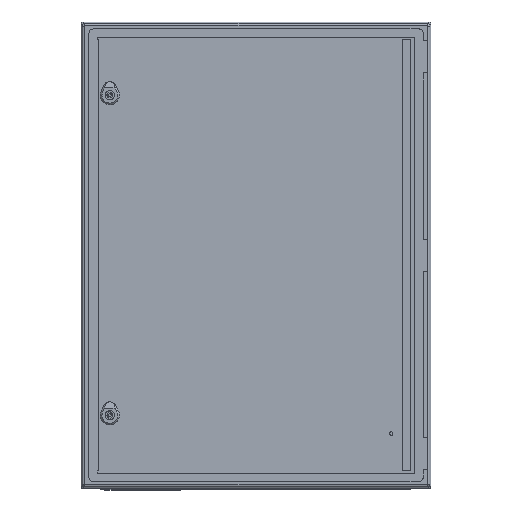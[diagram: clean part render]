
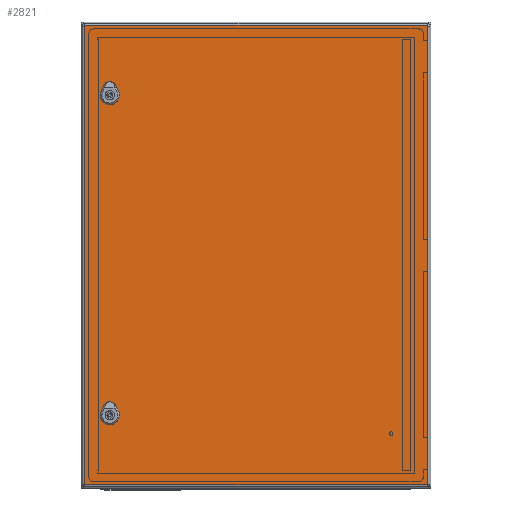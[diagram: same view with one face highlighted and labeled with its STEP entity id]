
A CAD part, top view. The second image highlights one B-rep face of the part: STEP entity #2821.
In plain terms, the highlighted face is planar.
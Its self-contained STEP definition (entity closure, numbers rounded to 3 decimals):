
#1591=FACE_BOUND('',#4318,.T.);
#1592=FACE_BOUND('',#4319,.T.);
#1593=FACE_BOUND('',#4320,.T.);
#2326=CIRCLE('',#11854,1.);
#2327=CIRCLE('',#11855,1.);
#2328=CIRCLE('',#11856,1.);
#2329=CIRCLE('',#11857,1.);
#2330=CIRCLE('',#11858,11.25);
#2331=CIRCLE('',#11859,11.25);
#2332=CIRCLE('',#11860,11.25);
#2333=CIRCLE('',#11861,11.25);
#2334=CIRCLE('',#11862,11.25);
#2335=CIRCLE('',#11863,11.25);
#2336=CIRCLE('',#11864,11.25);
#2337=CIRCLE('',#11865,11.25);
#2821=ADVANCED_FACE('',(#1591,#1592,#1593),#3159,.F.);
#3159=PLANE('',#11866);
#4318=EDGE_LOOP('',(#6146,#6147,#6148,#6149,#6150,#6151,#6152,#6153));
#4319=EDGE_LOOP('',(#6154,#6155,#6156,#6157,#6158,#6159,#6160,#6161));
#4320=EDGE_LOOP('',(#6162,#6163,#6164,#6165,#6166,#6167,#6168,#6169));
#6146=ORIENTED_EDGE('',*,*,#9140,.F.);
#6147=ORIENTED_EDGE('',*,*,#9141,.F.);
#6148=ORIENTED_EDGE('',*,*,#9142,.F.);
#6149=ORIENTED_EDGE('',*,*,#9143,.F.);
#6150=ORIENTED_EDGE('',*,*,#9144,.F.);
#6151=ORIENTED_EDGE('',*,*,#9145,.F.);
#6152=ORIENTED_EDGE('',*,*,#9146,.F.);
#6153=ORIENTED_EDGE('',*,*,#9147,.F.);
#6154=ORIENTED_EDGE('',*,*,#9148,.T.);
#6155=ORIENTED_EDGE('',*,*,#9149,.T.);
#6156=ORIENTED_EDGE('',*,*,#9150,.T.);
#6157=ORIENTED_EDGE('',*,*,#9151,.T.);
#6158=ORIENTED_EDGE('',*,*,#9152,.T.);
#6159=ORIENTED_EDGE('',*,*,#9153,.T.);
#6160=ORIENTED_EDGE('',*,*,#9154,.T.);
#6161=ORIENTED_EDGE('',*,*,#9155,.T.);
#6162=ORIENTED_EDGE('',*,*,#9156,.F.);
#6163=ORIENTED_EDGE('',*,*,#9157,.F.);
#6164=ORIENTED_EDGE('',*,*,#9158,.F.);
#6165=ORIENTED_EDGE('',*,*,#9159,.F.);
#6166=ORIENTED_EDGE('',*,*,#9160,.F.);
#6167=ORIENTED_EDGE('',*,*,#9161,.F.);
#6168=ORIENTED_EDGE('',*,*,#9162,.F.);
#6169=ORIENTED_EDGE('',*,*,#9163,.F.);
#7986=VERTEX_POINT('',#17509);
#7987=VERTEX_POINT('',#17510);
#7988=VERTEX_POINT('',#17512);
#7989=VERTEX_POINT('',#17514);
#7990=VERTEX_POINT('',#17516);
#7991=VERTEX_POINT('',#17518);
#7992=VERTEX_POINT('',#17520);
#7993=VERTEX_POINT('',#17522);
#7994=VERTEX_POINT('',#17525);
#7995=VERTEX_POINT('',#17526);
#7996=VERTEX_POINT('',#17528);
#7997=VERTEX_POINT('',#17530);
#7998=VERTEX_POINT('',#17532);
#7999=VERTEX_POINT('',#17534);
#8000=VERTEX_POINT('',#17536);
#8001=VERTEX_POINT('',#17538);
#8002=VERTEX_POINT('',#17541);
#8003=VERTEX_POINT('',#17542);
#8004=VERTEX_POINT('',#17544);
#8005=VERTEX_POINT('',#17546);
#8006=VERTEX_POINT('',#17548);
#8007=VERTEX_POINT('',#17550);
#8008=VERTEX_POINT('',#17552);
#8009=VERTEX_POINT('',#17554);
#9140=EDGE_CURVE('',#7986,#7987,#2326,.T.);
#9141=EDGE_CURVE('',#7988,#7986,#10060,.T.);
#9142=EDGE_CURVE('',#7989,#7988,#2327,.T.);
#9143=EDGE_CURVE('',#7990,#7989,#10061,.T.);
#9144=EDGE_CURVE('',#7991,#7990,#2328,.T.);
#9145=EDGE_CURVE('',#7992,#7991,#10062,.T.);
#9146=EDGE_CURVE('',#7993,#7992,#2329,.T.);
#9147=EDGE_CURVE('',#7987,#7993,#10063,.T.);
#9148=EDGE_CURVE('',#7994,#7995,#10064,.T.);
#9149=EDGE_CURVE('',#7995,#7996,#2330,.T.);
#9150=EDGE_CURVE('',#7996,#7997,#10065,.T.);
#9151=EDGE_CURVE('',#7997,#7998,#2331,.T.);
#9152=EDGE_CURVE('',#7998,#7999,#10066,.T.);
#9153=EDGE_CURVE('',#7999,#8000,#2332,.T.);
#9154=EDGE_CURVE('',#8000,#8001,#10067,.T.);
#9155=EDGE_CURVE('',#8001,#7994,#2333,.T.);
#9156=EDGE_CURVE('',#8002,#8003,#2334,.T.);
#9157=EDGE_CURVE('',#8004,#8002,#10068,.T.);
#9158=EDGE_CURVE('',#8005,#8004,#2335,.T.);
#9159=EDGE_CURVE('',#8006,#8005,#10069,.T.);
#9160=EDGE_CURVE('',#8007,#8006,#2336,.T.);
#9161=EDGE_CURVE('',#8008,#8007,#10070,.T.);
#9162=EDGE_CURVE('',#8009,#8008,#2337,.T.);
#9163=EDGE_CURVE('',#8003,#8009,#10071,.T.);
#10060=LINE('',#17511,#10796);
#10061=LINE('',#17515,#10797);
#10062=LINE('',#17519,#10798);
#10063=LINE('',#17523,#10799);
#10064=LINE('',#17524,#10800);
#10065=LINE('',#17529,#10801);
#10066=LINE('',#17533,#10802);
#10067=LINE('',#17537,#10803);
#10068=LINE('',#17543,#10804);
#10069=LINE('',#17547,#10805);
#10070=LINE('',#17551,#10806);
#10071=LINE('',#17555,#10807);
#10796=VECTOR('',#14178,1.);
#10797=VECTOR('',#14181,1.);
#10798=VECTOR('',#14184,1.);
#10799=VECTOR('',#14187,1.);
#10800=VECTOR('',#14188,1.);
#10801=VECTOR('',#14191,1.);
#10802=VECTOR('',#14194,1.);
#10803=VECTOR('',#14197,1.);
#10804=VECTOR('',#14202,1.);
#10805=VECTOR('',#14205,1.);
#10806=VECTOR('',#14208,1.);
#10807=VECTOR('',#14211,1.);
#11854=AXIS2_PLACEMENT_3D('',#17508,#14176,#14177);
#11855=AXIS2_PLACEMENT_3D('',#17513,#14179,#14180);
#11856=AXIS2_PLACEMENT_3D('',#17517,#14182,#14183);
#11857=AXIS2_PLACEMENT_3D('',#17521,#14185,#14186);
#11858=AXIS2_PLACEMENT_3D('',#17527,#14189,#14190);
#11859=AXIS2_PLACEMENT_3D('',#17531,#14192,#14193);
#11860=AXIS2_PLACEMENT_3D('',#17535,#14195,#14196);
#11861=AXIS2_PLACEMENT_3D('',#17539,#14198,#14199);
#11862=AXIS2_PLACEMENT_3D('',#17540,#14200,#14201);
#11863=AXIS2_PLACEMENT_3D('',#17545,#14203,#14204);
#11864=AXIS2_PLACEMENT_3D('',#17549,#14206,#14207);
#11865=AXIS2_PLACEMENT_3D('',#17553,#14209,#14210);
#11866=AXIS2_PLACEMENT_3D('',#17556,#14212,#14213);
#14176=DIRECTION('',(0.,0.,1.));
#14177=DIRECTION('',(1.,0.,0.));
#14178=DIRECTION('',(0.,-1.,0.));
#14179=DIRECTION('',(0.,0.,1.));
#14180=DIRECTION('',(1.,0.,0.));
#14181=DIRECTION('',(-1.,0.,0.));
#14182=DIRECTION('',(0.,0.,1.));
#14183=DIRECTION('',(1.,0.,0.));
#14184=DIRECTION('',(0.,1.,0.));
#14185=DIRECTION('',(0.,0.,1.));
#14186=DIRECTION('',(1.,0.,0.));
#14187=DIRECTION('',(1.,0.,0.));
#14188=DIRECTION('',(-1.,0.,0.));
#14189=DIRECTION('',(0.,0.,1.));
#14190=DIRECTION('',(1.,0.,0.));
#14191=DIRECTION('',(0.,-1.,0.));
#14192=DIRECTION('',(0.,0.,1.));
#14193=DIRECTION('',(1.,0.,0.));
#14194=DIRECTION('',(1.,0.,0.));
#14195=DIRECTION('',(0.,0.,1.));
#14196=DIRECTION('',(1.,0.,0.));
#14197=DIRECTION('',(0.,1.,0.));
#14198=DIRECTION('',(0.,0.,1.));
#14199=DIRECTION('',(1.,0.,0.));
#14200=DIRECTION('',(0.,0.,-1.));
#14201=DIRECTION('',(1.,0.,0.));
#14202=DIRECTION('',(-1.,0.,0.));
#14203=DIRECTION('',(0.,0.,-1.));
#14204=DIRECTION('',(1.,0.,0.));
#14205=DIRECTION('',(0.,-1.,0.));
#14206=DIRECTION('',(0.,0.,-1.));
#14207=DIRECTION('',(1.,0.,0.));
#14208=DIRECTION('',(1.,0.,0.));
#14209=DIRECTION('',(0.,0.,-1.));
#14210=DIRECTION('',(1.,0.,0.));
#14211=DIRECTION('',(0.,1.,0.));
#14212=DIRECTION('',(0.,0.,1.));
#14213=DIRECTION('',(1.,0.,0.));
#17508=CARTESIAN_POINT('',(-293.75,-393.,0.));
#17509=CARTESIAN_POINT('',(-294.75,-393.,0.));
#17510=CARTESIAN_POINT('',(-293.75,-394.,0.));
#17511=CARTESIAN_POINT('',(-294.75,393.,0.));
#17512=CARTESIAN_POINT('',(-294.75,393.,0.));
#17513=CARTESIAN_POINT('',(-293.75,393.,0.));
#17514=CARTESIAN_POINT('',(-293.75,394.,0.));
#17515=CARTESIAN_POINT('',(293.75,394.,0.));
#17516=CARTESIAN_POINT('',(293.75,394.,0.));
#17517=CARTESIAN_POINT('',(293.75,393.,0.));
#17518=CARTESIAN_POINT('',(294.75,393.,0.));
#17519=CARTESIAN_POINT('',(294.75,-393.,0.));
#17520=CARTESIAN_POINT('',(294.75,-393.,0.));
#17521=CARTESIAN_POINT('',(293.75,-393.,0.));
#17522=CARTESIAN_POINT('',(293.75,-394.,0.));
#17523=CARTESIAN_POINT('',(-293.75,-394.,0.));
#17524=CARTESIAN_POINT('',(-293.75,284.7,0.));
#17525=CARTESIAN_POINT('',(255.496,284.7,0.));
#17526=CARTESIAN_POINT('',(246.004,284.7,0.));
#17527=CARTESIAN_POINT('',(250.75,274.5,0.));
#17528=CARTESIAN_POINT('',(240.55,279.246,0.));
#17529=CARTESIAN_POINT('',(240.55,393.,0.));
#17530=CARTESIAN_POINT('',(240.55,269.754,0.));
#17531=CARTESIAN_POINT('',(250.75,274.5,0.));
#17532=CARTESIAN_POINT('',(246.004,264.3,0.));
#17533=CARTESIAN_POINT('',(-293.75,264.3,0.));
#17534=CARTESIAN_POINT('',(255.496,264.3,0.));
#17535=CARTESIAN_POINT('',(250.75,274.5,0.));
#17536=CARTESIAN_POINT('',(260.95,269.754,0.));
#17537=CARTESIAN_POINT('',(260.95,393.,0.));
#17538=CARTESIAN_POINT('',(260.95,279.246,0.));
#17539=CARTESIAN_POINT('',(250.75,274.5,0.));
#17540=CARTESIAN_POINT('',(250.75,-274.5,0.));
#17541=CARTESIAN_POINT('',(246.004,-284.7,0.));
#17542=CARTESIAN_POINT('',(240.55,-279.246,0.));
#17543=CARTESIAN_POINT('',(-293.75,-284.7,0.));
#17544=CARTESIAN_POINT('',(255.496,-284.7,0.));
#17545=CARTESIAN_POINT('',(250.75,-274.5,0.));
#17546=CARTESIAN_POINT('',(260.95,-279.246,0.));
#17547=CARTESIAN_POINT('',(260.95,393.,0.));
#17548=CARTESIAN_POINT('',(260.95,-269.754,0.));
#17549=CARTESIAN_POINT('',(250.75,-274.5,0.));
#17550=CARTESIAN_POINT('',(255.496,-264.3,0.));
#17551=CARTESIAN_POINT('',(-293.75,-264.3,0.));
#17552=CARTESIAN_POINT('',(246.004,-264.3,0.));
#17553=CARTESIAN_POINT('',(250.75,-274.5,0.));
#17554=CARTESIAN_POINT('',(240.55,-269.754,0.));
#17555=CARTESIAN_POINT('',(240.55,393.,0.));
#17556=CARTESIAN_POINT('',(-293.75,393.,0.));
